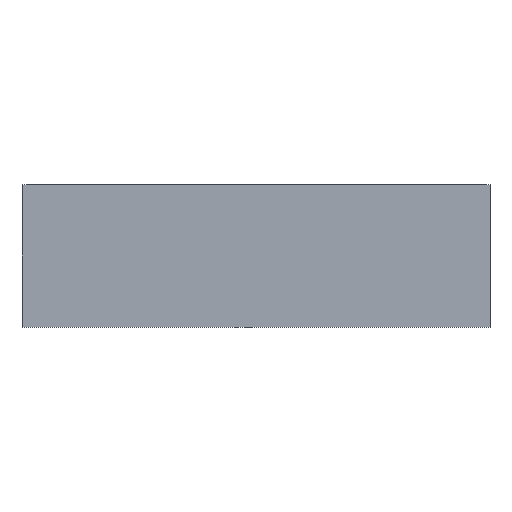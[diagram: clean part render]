
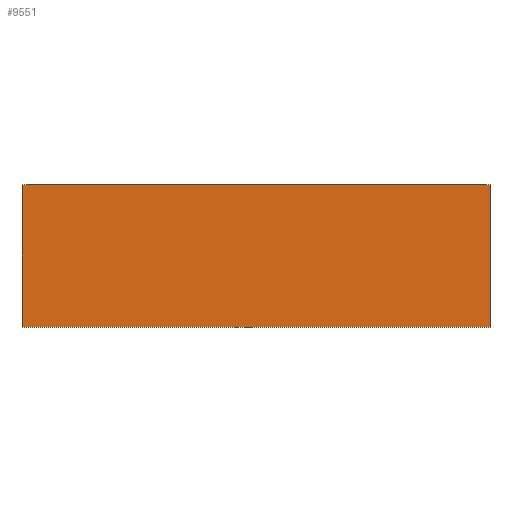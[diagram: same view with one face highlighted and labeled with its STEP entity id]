
A CAD part, front view. The second image highlights one B-rep face of the part: STEP entity #9551.
In plain terms, the highlighted planar face has unit normal (0, -1, 0).
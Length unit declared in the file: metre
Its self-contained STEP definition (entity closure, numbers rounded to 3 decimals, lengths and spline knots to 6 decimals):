
#1376=ORIENTED_EDGE('',*,*,#4299,.T.);
#1377=ORIENTED_EDGE('',*,*,#4269,.F.);
#1378=ORIENTED_EDGE('',*,*,#4294,.F.);
#1379=ORIENTED_EDGE('',*,*,#4031,.T.);
#4031=EDGE_CURVE('',#5499,#5498,#6384,.T.);
#4269=EDGE_CURVE('',#5736,#5734,#6492,.T.);
#4294=EDGE_CURVE('',#5499,#5736,#6514,.T.);
#4299=EDGE_CURVE('',#5498,#5734,#6518,.T.);
#5498=VERTEX_POINT('',#12944);
#5499=VERTEX_POINT('',#12946);
#5734=VERTEX_POINT('',#13594);
#5736=VERTEX_POINT('',#13598);
#6384=LINE('',#12945,#7273);
#6492=LINE('',#13599,#7381);
#6514=LINE('',#13649,#7403);
#6518=LINE('',#13657,#7407);
#7273=VECTOR('',#10754,1.);
#7381=VECTOR('',#10950,1.);
#7403=VECTOR('',#10982,1.);
#7407=VECTOR('',#10992,1.);
#8140=EDGE_LOOP('',(#1376,#1377,#1378,#1379));
#8747=FACE_BOUND('',#8140,.T.);
#9304=PLANE('',#10206);
#9551=ADVANCED_FACE('',(#8747),#9304,.F.);
#10206=AXIS2_PLACEMENT_3D('',#13656,#10990,#10991);
#10754=DIRECTION('',(0.,0.,-1.));
#10950=DIRECTION('',(0.,0.,-1.));
#10982=DIRECTION('',(1.,0.,0.));
#10990=DIRECTION('',(0.,1.,0.));
#10991=DIRECTION('',(0.,0.,1.));
#10992=DIRECTION('',(1.,0.,0.));
#12944=CARTESIAN_POINT('',(-0.090446,-0.024979,0.));
#12945=CARTESIAN_POINT('',(-0.090446,-0.024979,0.0889));
#12946=CARTESIAN_POINT('',(-0.090446,-0.024979,0.0889));
#13594=CARTESIAN_POINT('',(0.201654,-0.024979,0.));
#13598=CARTESIAN_POINT('',(0.201654,-0.024979,0.0889));
#13599=CARTESIAN_POINT('',(0.201654,-0.024979,0.0889));
#13649=CARTESIAN_POINT('',(0.055604,-0.024979,0.0889));
#13656=CARTESIAN_POINT('',(0.055604,-0.024979,0.0889));
#13657=CARTESIAN_POINT('',(0.055604,-0.024979,0.));
